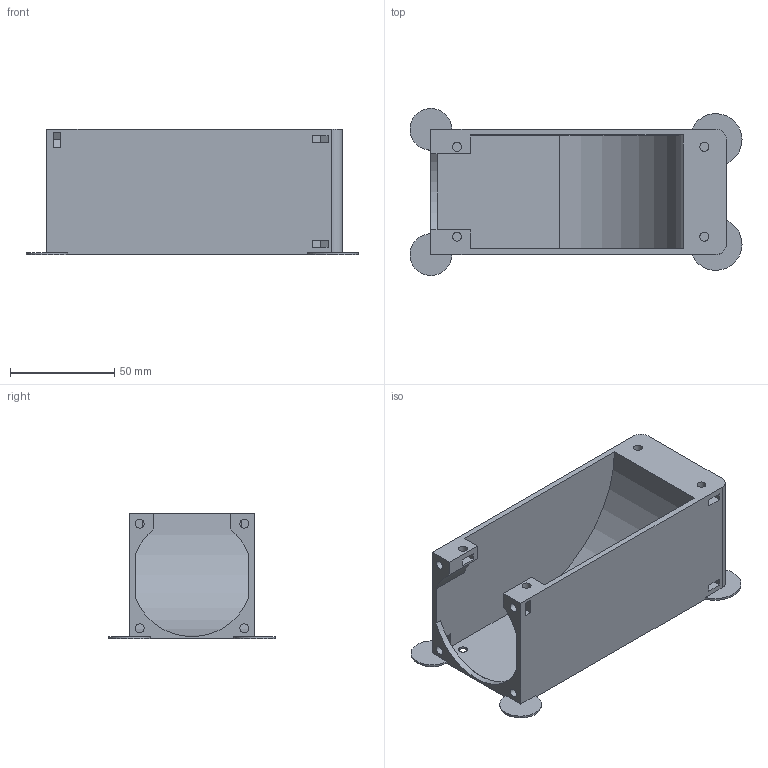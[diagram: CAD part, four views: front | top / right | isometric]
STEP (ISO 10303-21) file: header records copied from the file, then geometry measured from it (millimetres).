
FILE_DESCRIPTION(/* description */ (''),/* implementation_level */ '2;1');
FILE_NAME(/* name */ 'with micky mouse ears.step',/* time_stamp */ '2022-10-07T10:21:49+08:00',/* author */ (''),/* organization */ (''),/* preprocessor_version */ 'ST-DEVELOPER v19',/* originating_system */ 'Autodesk Translation Framework v11.7.0.108',/* authorisation */ '');
FILE_SCHEMA (('AUTOMOTIVE_DESIGN { 1 0 10303 214 3 1 1 }'));
Length unit declared in the file: millimetre
Products named in the file (1): (Unsaved)
Bounding box: 158.9 x 80 x 60 mm (x, y, z)
Volume: 165092.4 mm3; surface area: 57375.8 mm2
Topology: 1 solids, 1 shells, 99 faces, 260 edges, 173 vertices
Faces by surface type: plane 75, cylinder 24
Full cylindrical faces by diameter (mm): 4.2 x6, 4.3 x8
Entity records: 3123 total; most frequent: CARTESIAN_POINT 533, ORIENTED_EDGE 520, DIRECTION 509, EDGE_CURVE 260, LINE 211, VECTOR 211, VERTEX_POINT 173, AXIS2_PLACEMENT_3D 149
